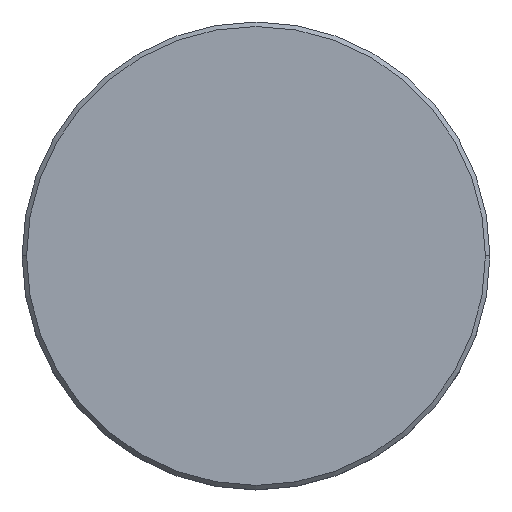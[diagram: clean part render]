
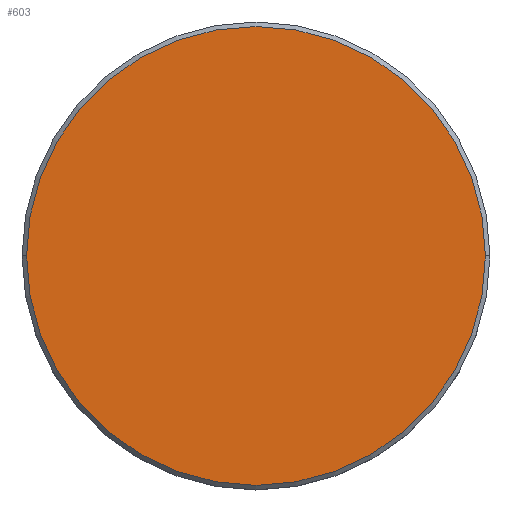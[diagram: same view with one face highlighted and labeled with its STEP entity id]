
A CAD part, top view. The second image highlights one B-rep face of the part: STEP entity #603.
In plain terms, the highlighted planar face has unit normal (0, 0, 1).
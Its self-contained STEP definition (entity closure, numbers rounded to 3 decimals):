
#27 = EDGE_CURVE ( 'NONE', #1033, #213, #390, .T. ) ;
#79 = AXIS2_PLACEMENT_3D ( 'NONE', #683, #602, #512 ) ;
#180 = AXIS2_PLACEMENT_3D ( 'NONE', #967, #708, #349 ) ;
#188 = ORIENTED_EDGE ( 'NONE', *, *, #27, .T. ) ;
#213 = VERTEX_POINT ( 'NONE', #836 ) ;
#263 = EDGE_LOOP ( 'NONE', ( #330, #188 ) ) ;
#274 = DIRECTION ( 'NONE',  ( 1., 0., 0. ) ) ;
#330 = ORIENTED_EDGE ( 'NONE', *, *, #443, .T. ) ;
#349 = DIRECTION ( 'NONE',  ( 1., 0., 0. ) ) ;
#390 = CIRCLE ( 'NONE', #79, 25.5 ) ;
#443 = EDGE_CURVE ( 'NONE', #213, #1033, #817, .T. ) ;
#512 = DIRECTION ( 'NONE',  ( 1., 0., 0. ) ) ;
#602 = DIRECTION ( 'NONE',  ( 0., 0., 1. ) ) ;
#603 = ADVANCED_FACE ( 'NONE', ( #1078 ), #1147, .T. ) ;
#683 = CARTESIAN_POINT ( 'NONE',  ( 0., 0., 0. ) ) ;
#708 = DIRECTION ( 'NONE',  ( 0., 0., 1. ) ) ;
#725 = AXIS2_PLACEMENT_3D ( 'NONE', #830, #916, #274 ) ;
#817 = CIRCLE ( 'NONE', #725, 25.5 ) ;
#830 = CARTESIAN_POINT ( 'NONE',  ( 0., 0., 0. ) ) ;
#836 = CARTESIAN_POINT ( 'NONE',  ( -25.5, 0., 0. ) ) ;
#916 = DIRECTION ( 'NONE',  ( 0., 0., 1. ) ) ;
#967 = CARTESIAN_POINT ( 'NONE',  ( 0., 0., 0. ) ) ;
#969 = CARTESIAN_POINT ( 'NONE',  ( 25.5, 0., 0. ) ) ;
#1033 = VERTEX_POINT ( 'NONE', #969 ) ;
#1078 = FACE_OUTER_BOUND ( 'NONE', #263, .T. ) ;
#1147 = PLANE ( 'NONE',  #180 ) ;
